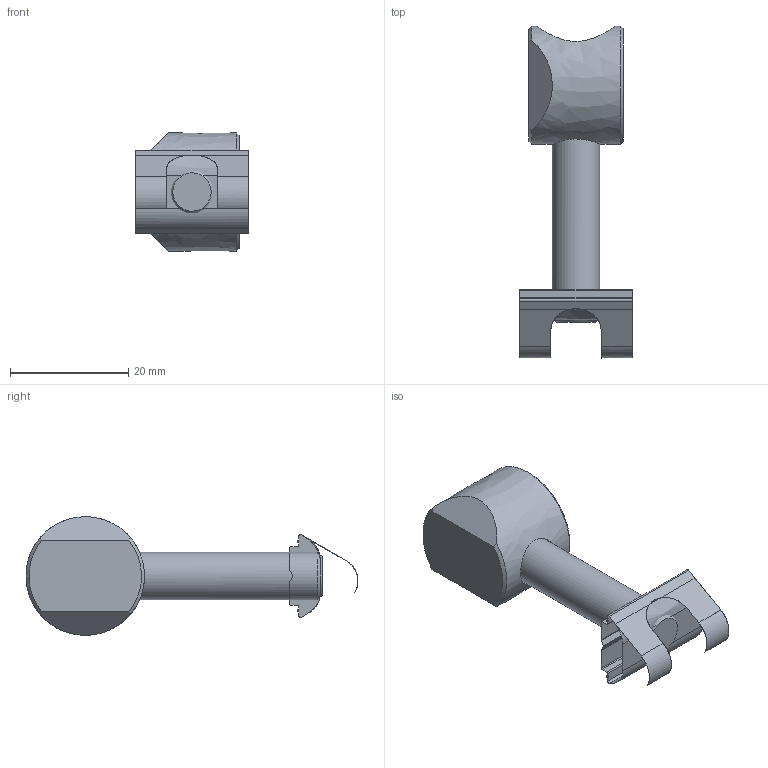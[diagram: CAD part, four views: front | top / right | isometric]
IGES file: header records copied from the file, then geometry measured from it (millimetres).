
Global section: file name: 312040.10; native system: Autodesk Inventor 2021; preprocessor: unknown; author: Mrówczyńska,,; organization: 11; date: 20220810.135249; units: millimetre
Bounding box: 19 x 56.04 x 19.99 mm (x, y, z)
Volume: 6555.6 mm3; surface area: 4846.7 mm2
Topology: 3 solids, 3 shells, 87 faces, 256 edges, 178 vertices
Faces by surface type: bspline 85, revolution 2
